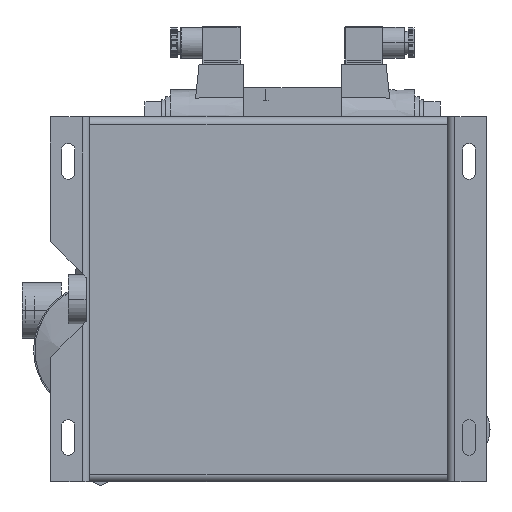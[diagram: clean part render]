
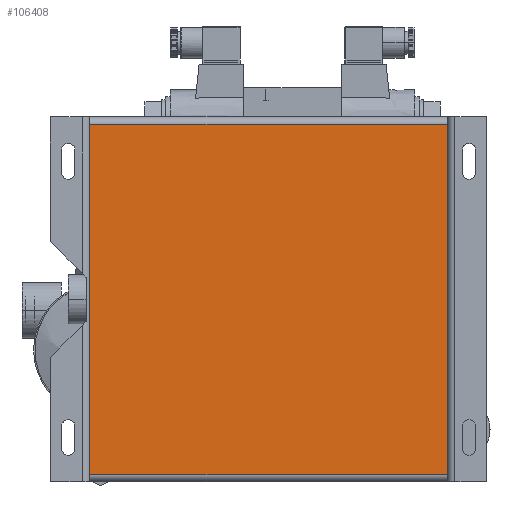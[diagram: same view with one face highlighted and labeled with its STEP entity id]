
A CAD part, front view. The second image highlights one B-rep face of the part: STEP entity #106408.
In plain terms, the highlighted planar face has unit normal (0, -1, 0).
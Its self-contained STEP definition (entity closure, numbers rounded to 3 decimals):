
#200 = DIRECTION ( 'NONE',  ( 0., 0., -1. ) ) ;
#7176 = EDGE_CURVE ( 'NONE', #102072, #170522, #38585, .T. ) ;
#10460 = CARTESIAN_POINT ( 'NONE',  ( 0.104, 0.374, -10.04 ) ) ;
#15397 = CARTESIAN_POINT ( 'NONE',  ( 0.104, 0.374, -10.04 ) ) ;
#15592 = VERTEX_POINT ( 'NONE', #113984 ) ;
#16176 = CARTESIAN_POINT ( 'NONE',  ( 10.144, 0.374, -0.21 ) ) ;
#17709 = EDGE_CURVE ( 'NONE', #15592, #162632, #61372, .T. ) ;
#19526 = VECTOR ( 'NONE', #132182, 39.37 ) ;
#21497 = CARTESIAN_POINT ( 'NONE',  ( 0.104, 0.374, -0.21 ) ) ;
#24855 = CARTESIAN_POINT ( 'NONE',  ( 10.144, 0.374, -10.04 ) ) ;
#38585 = LINE ( 'NONE', #64305, #151483 ) ;
#51525 = DIRECTION ( 'NONE',  ( 1., 0., 0. ) ) ;
#55265 = FACE_OUTER_BOUND ( 'NONE', #128336, .T. ) ;
#60953 = VECTOR ( 'NONE', #200, 39.37 ) ;
#61372 = LINE ( 'NONE', #21497, #134264 ) ;
#64305 = CARTESIAN_POINT ( 'NONE',  ( 0.104, 0.374, -10.04 ) ) ;
#69416 = DIRECTION ( 'NONE',  ( 0., -1., 0. ) ) ;
#69575 = EDGE_CURVE ( 'NONE', #170522, #15592, #117178, .T. ) ;
#70607 = AXIS2_PLACEMENT_3D ( 'NONE', #15397, #69416, #164081 ) ;
#76480 = CARTESIAN_POINT ( 'NONE',  ( 0.104, 0.374, -10.25 ) ) ;
#83437 = DIRECTION ( 'NONE',  ( -1., 0., 0. ) ) ;
#96564 = EDGE_CURVE ( 'NONE', #162632, #102072, #134760, .T. ) ;
#102072 = VERTEX_POINT ( 'NONE', #24855 ) ;
#106408 = ADVANCED_FACE ( 'NONE', ( #55265 ), #136676, .T. ) ;
#107817 = ORIENTED_EDGE ( 'NONE', *, *, #69575, .F. ) ;
#113984 = CARTESIAN_POINT ( 'NONE',  ( 0.104, 0.374, -0.21 ) ) ;
#117178 = LINE ( 'NONE', #76480, #19526 ) ;
#127302 = ORIENTED_EDGE ( 'NONE', *, *, #7176, .F. ) ;
#128336 = EDGE_LOOP ( 'NONE', ( #107817, #127302, #159243, #152932 ) ) ;
#132182 = DIRECTION ( 'NONE',  ( 0., 0., 1. ) ) ;
#134264 = VECTOR ( 'NONE', #51525, 39.37 ) ;
#134760 = LINE ( 'NONE', #159542, #60953 ) ;
#136676 = PLANE ( 'NONE',  #70607 ) ;
#151483 = VECTOR ( 'NONE', #83437, 39.37 ) ;
#152932 = ORIENTED_EDGE ( 'NONE', *, *, #17709, .F. ) ;
#159243 = ORIENTED_EDGE ( 'NONE', *, *, #96564, .F. ) ;
#159542 = CARTESIAN_POINT ( 'NONE',  ( 10.144, 0.374, -10.25 ) ) ;
#162632 = VERTEX_POINT ( 'NONE', #16176 ) ;
#164081 = DIRECTION ( 'NONE',  ( 0., 0., -1. ) ) ;
#170522 = VERTEX_POINT ( 'NONE', #10460 ) ;
